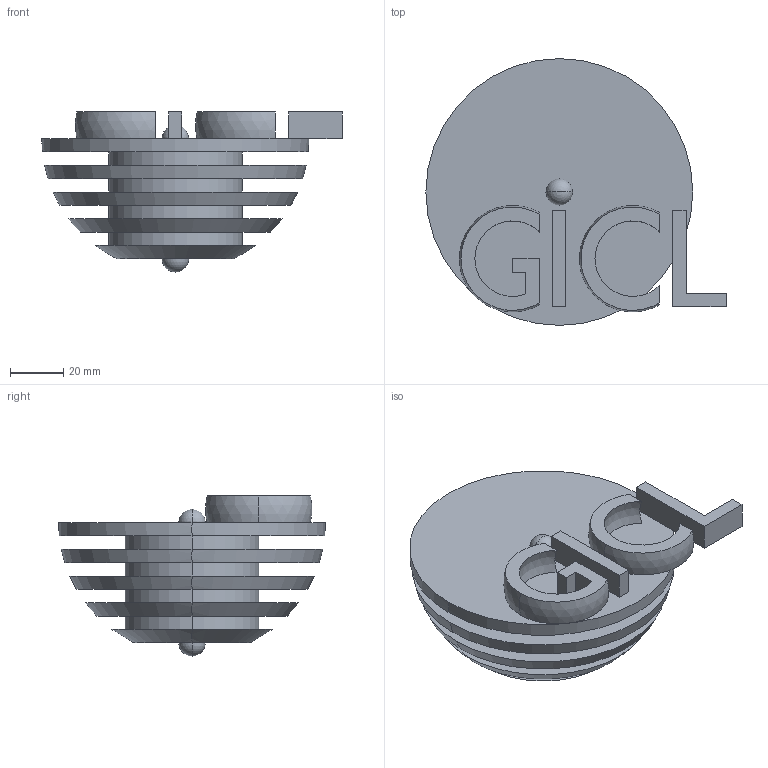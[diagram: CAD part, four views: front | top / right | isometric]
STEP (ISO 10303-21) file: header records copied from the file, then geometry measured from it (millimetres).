
FILE_DESCRIPTION(('produced by SPATIAL CORP'),'2;1');
FILE_NAME( 'giclShortSliceCylTogether.hh.sat.stp', '2002-04-15T08:12:21+00:00',('SPATIAL CORP'),('SPATIAL CORP'), 'ACIS STEP Husk','http://www.spatial.com','SPATIAL CORP');
FILE_SCHEMA(('CONFIG_CONTROL_DESIGN'));
Length unit declared in the file: millimetre
Products named in the file (3): PRODUCT_ID_1; PRODUCT_ID_2; PRODUCT_ID_3
Bounding box: 112.5 x 100 x 60 mm (x, y, z)
Volume: 193666.8 mm3; surface area: 60022.4 mm2
Topology: 6 solids, 6 shells, 66 faces, 155 edges, 104 vertices
Faces by surface type: plane 36, sphere 22, cylinder 8
Entity records: 1808 total; most frequent: ORIENTED_EDGE 298, CARTESIAN_POINT 246, DIRECTION 226, EDGE_CURVE 149, VERTEX_POINT 104, AXIS2_PLACEMENT_3D 84, EDGE_LOOP 75, FACE_BOUND 75
